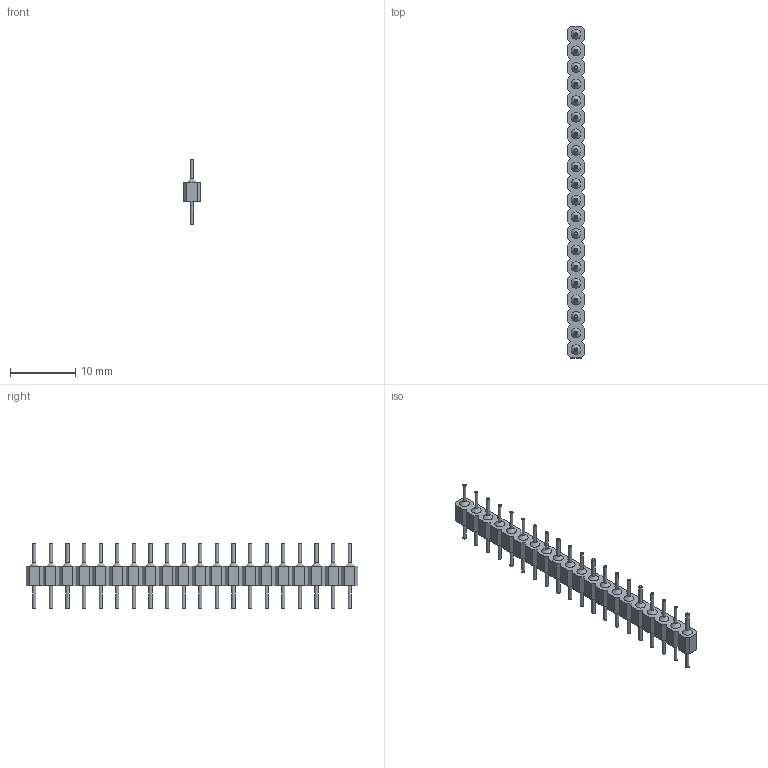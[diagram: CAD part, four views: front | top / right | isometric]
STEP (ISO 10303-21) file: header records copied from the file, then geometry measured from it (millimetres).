
FILE_DESCRIPTION(('FreeCAD Model'),'2;1');
FILE_NAME('Open CASCADE Shape Model','2023-09-24T11:54:25',('Author'),( ''),'Open CASCADE STEP processor 7.6','FreeCAD','Unknown');
FILE_SCHEMA(('AUTOMOTIVE_DESIGN { 1 0 10303 214 1 1 1 1 }'));
Length unit declared in the file: millimetre
Products named in the file (4): pin; PinPlastic; PinArray; PinBody
Assembly tree (22 placements, depth 3):
  pin
    PinPlastic
    PinArray
      PinBody  x20
Bounding box: 2.54 x 50.8 x 10 mm (x, y, z)
Volume: 391.6 mm3; surface area: 1382.4 mm2
Topology: 21 solids, 21 shells, 324 faces, 706 edges, 444 vertices
Faces by surface type: plane 184, cylinder 80, cone 60
Full cylindrical faces by diameter (mm): 0.5 x40, 1.5 x40
Entity records: 11048 total; most frequent: CARTESIAN_POINT 1908, DIRECTION 1700, LINE 1228, VECTOR 1228, ORIENTED_EDGE 880, PCURVE 880, DEFINITIONAL_REPRESENTATION 880, EDGE_CURVE 440
